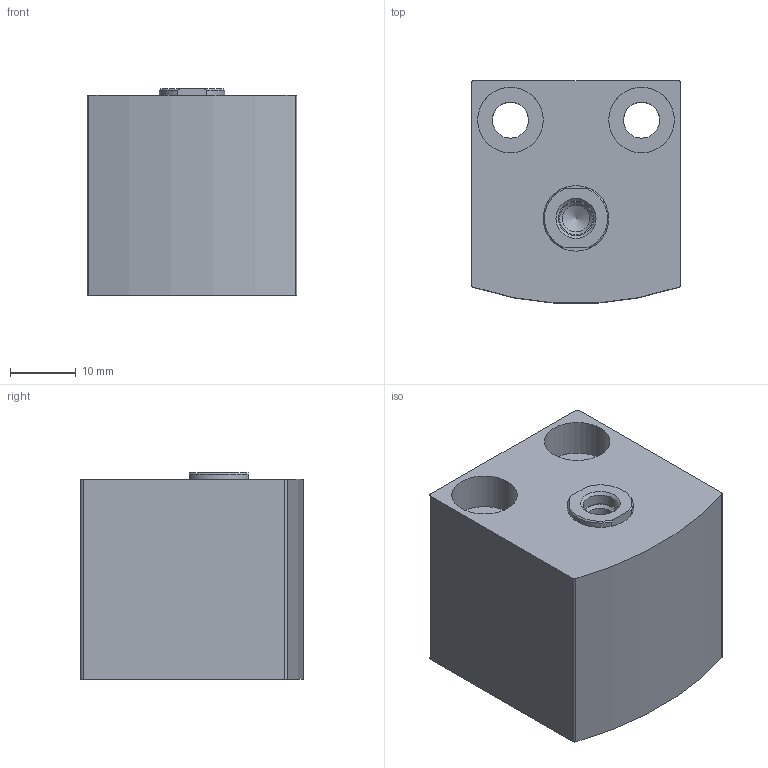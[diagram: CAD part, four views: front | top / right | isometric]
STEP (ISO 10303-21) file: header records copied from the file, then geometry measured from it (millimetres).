
FILE_DESCRIPTION(/* description */ ('STEP AP214'),/* implementation_level */ '2;1');
FILE_NAME(/* name */ '188132_AEVC-20-10-I-P',/* time_stamp */ '2024-08-02T19:08:48+02:00',/* author */ ('License CC BY-ND 4.0'),/* organization */ ('CADENAS'),/* preprocessor_version */ 'ST-DEVELOPER v19.3',/* originating_system */ 'PARTsolutions',/* authorisation */ ' ');
FILE_SCHEMA (('AUTOMOTIVE_DESIGN {1 0 10303 214 3 1 1}'));
Length unit declared in the file: millimetre
Products named in the file (3): 188132 AEVC-20-10-I-P---(asm_0); 188132 AEVC-20-10-I-P---(ZR); 188132 AEVC-20-10-I-P---(KS)
Assembly tree (2 placements, depth 2):
  188132 AEVC-20-10-I-P---(asm_0)
    188132 AEVC-20-10-I-P---(ZR)
    188132 AEVC-20-10-I-P---(KS)
Bounding box: 32 x 33.9 x 31.5 mm (x, y, z)
Volume: 27576.4 mm3; surface area: 10422.4 mm2
Topology: 2 solids, 2 shells, 42 faces, 87 edges, 57 vertices
Faces by surface type: plane 19, cylinder 17, cone 6
Full cylindrical faces by diameter (mm): 3 x1, 4.134 x2, 5.3 x1, 5.5 x2, 10 x4, 20 x2
Entity records: 1113 total; most frequent: DIRECTION 196, CARTESIAN_POINT 180, ORIENTED_EDGE 136, AXIS2_PLACEMENT_3D 87, FACE_BOUND 71, EDGE_LOOP 70, EDGE_CURVE 68, VERTEX_POINT 55
